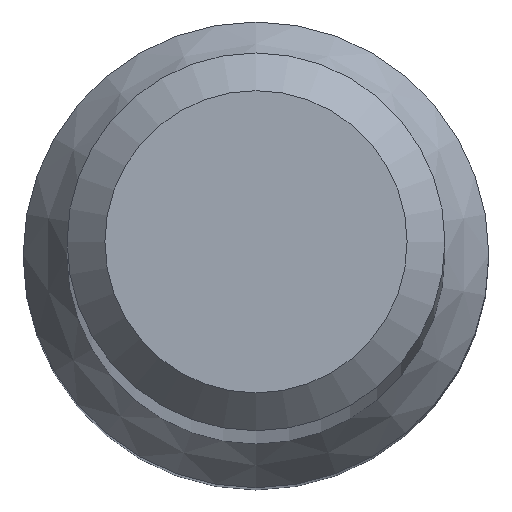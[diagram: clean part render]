
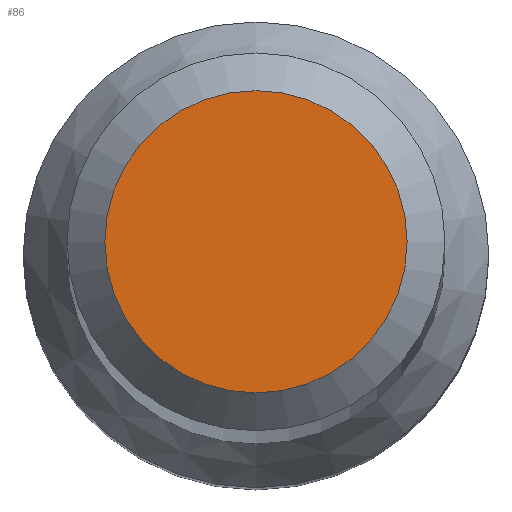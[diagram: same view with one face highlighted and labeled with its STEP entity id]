
A CAD part, top view. The second image highlights one B-rep face of the part: STEP entity #86.
In plain terms, the highlighted planar face has unit normal (0, 0, 1).
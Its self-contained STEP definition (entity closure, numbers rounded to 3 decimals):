
#4 = DIRECTION ( 'NONE',  ( 0., 0., -1. ) ) ;
#39 = EDGE_CURVE ( 'NONE', #196, #196, #238, .T. ) ;
#80 = CARTESIAN_POINT ( 'NONE',  ( 0., 0., 70. ) ) ;
#86 = ADVANCED_FACE ( 'NONE', ( #171 ), #178, .T. ) ;
#94 = CARTESIAN_POINT ( 'NONE',  ( 0., 0., 70. ) ) ;
#95 = EDGE_LOOP ( 'NONE', ( #212 ) ) ;
#119 = DIRECTION ( 'NONE',  ( 0., -1., 0. ) ) ;
#171 = FACE_OUTER_BOUND ( 'NONE', #95, .T. ) ;
#176 = CARTESIAN_POINT ( 'NONE',  ( 0., 1.2, 70. ) ) ;
#177 = AXIS2_PLACEMENT_3D ( 'NONE', #94, #4, #190 ) ;
#178 = PLANE ( 'NONE',  #230 ) ;
#190 = DIRECTION ( 'NONE',  ( 0., 1., 0. ) ) ;
#196 = VERTEX_POINT ( 'NONE', #176 ) ;
#212 = ORIENTED_EDGE ( 'NONE', *, *, #39, .F. ) ;
#230 = AXIS2_PLACEMENT_3D ( 'NONE', #80, #234, #119 ) ;
#234 = DIRECTION ( 'NONE',  ( 0., 0., 1. ) ) ;
#238 = CIRCLE ( 'NONE', #177, 1.2 ) ;
